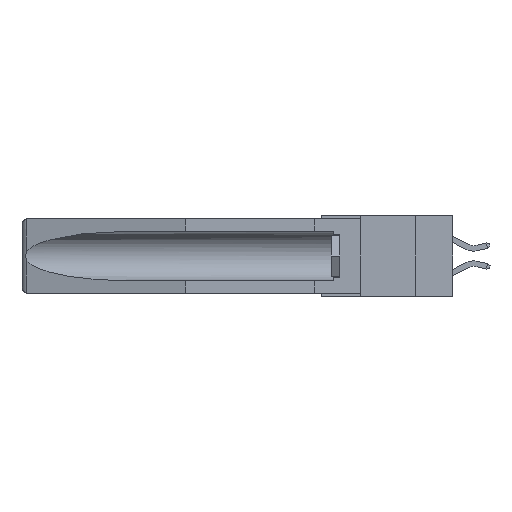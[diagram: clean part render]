
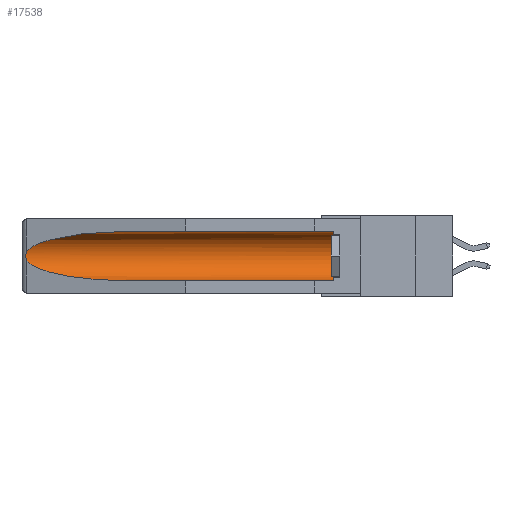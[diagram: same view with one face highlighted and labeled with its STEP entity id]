
A CAD part, left-side view. The second image highlights one B-rep face of the part: STEP entity #17538.
In plain terms, the highlighted cylindrical face has radius 2.857 mm (diameter 5.715 mm), a partial arc.
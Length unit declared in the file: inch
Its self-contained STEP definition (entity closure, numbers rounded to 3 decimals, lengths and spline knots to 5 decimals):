
#595 = VERTEX_POINT ( 'NONE', #1352 ) ;
#717 = EDGE_CURVE ( 'NONE', #5149, #4830, #15205, .T. ) ;
#799 = EDGE_CURVE ( 'NONE', #18133, #4055, #13572, .T. ) ;
#1017 = ORIENTED_EDGE ( 'NONE', *, *, #17790, .T. ) ;
#1352 = CARTESIAN_POINT ( 'NONE',  ( 0.155, 1.07973, -0.284 ) ) ;
#1558 = CARTESIAN_POINT ( 'NONE',  ( 0.26597, 1.5296, -0.19026 ) ) ;
#1869 = CARTESIAN_POINT ( 'NONE',  ( 0.25451, 1.48313, -0.09465 ) ) ;
#2694 = CARTESIAN_POINT ( 'NONE',  ( 0.26537, 1.52718, -0.19328 ) ) ;
#2967 = LINE ( 'NONE', #9610, #18447 ) ;
#3064 = ORIENTED_EDGE ( 'NONE', *, *, #717, .T. ) ;
#3764 =( BOUNDED_CURVE ( )  B_SPLINE_CURVE ( 3, ( #13443, #15066, #5026, #17923 ),
 .UNSPECIFIED., .F., .F. ) 
 B_SPLINE_CURVE_WITH_KNOTS ( ( 4, 4 ),
 ( 0.1948, 1.5708 ),
 .UNSPECIFIED. ) 
 CURVE ( )  GEOMETRIC_REPRESENTATION_ITEM ( )  RATIONAL_B_SPLINE_CURVE ( ( 1., 0.848, 0.848, 1. ) ) 
 REPRESENTATION_ITEM ( '' )  );
#3861 = AXIS2_PLACEMENT_3D ( 'NONE', #17193, #10004, #4565 ) ;
#4055 = VERTEX_POINT ( 'NONE', #4657 ) ;
#4458 = EDGE_CURVE ( 'NONE', #4830, #18133, #2967, .T. ) ;
#4467 = CARTESIAN_POINT ( 'NONE',  ( 0.155, 1.07973, -0.059 ) ) ;
#4506 = CARTESIAN_POINT ( 'NONE',  ( 0.155, -0.30754, -0.284 ) ) ;
#4565 = DIRECTION ( 'NONE',  ( 0., 0., 1. ) ) ;
#4657 = CARTESIAN_POINT ( 'NONE',  ( 0.26537, 1.52718, -0.14972 ) ) ;
#4830 = VERTEX_POINT ( 'NONE', #16409 ) ;
#5026 = CARTESIAN_POINT ( 'NONE',  ( 0.21114, 1.30732, -0.284 ) ) ;
#5149 = VERTEX_POINT ( 'NONE', #9586 ) ;
#5447 = EDGE_CURVE ( 'NONE', #5149, #595, #10570, .T. ) ;
#5735 = CARTESIAN_POINT ( 'NONE',  ( 0.2673, 1.5327, -0.16383 ) ) ;
#6041 = VERTEX_POINT ( 'NONE', #8965 ) ;
#7509 = CARTESIAN_POINT ( 'NONE',  ( 0.26537, 1.52718, -0.14972 ) ) ;
#8176 = FACE_OUTER_BOUND ( 'NONE', #8312, .T. ) ;
#8312 = EDGE_LOOP ( 'NONE', ( #13934, #1017, #10400, #8474, #3064, #14716 ) ) ;
#8341 = DIRECTION ( 'NONE',  ( 0., 0., 1. ) ) ;
#8474 = ORIENTED_EDGE ( 'NONE', *, *, #5447, .F. ) ;
#8725 = CARTESIAN_POINT ( 'NONE',  ( 0.26597, 1.52961, -0.15275 ) ) ;
#8965 = CARTESIAN_POINT ( 'NONE',  ( 0.26537, 1.52718, -0.19328 ) ) ;
#9077 = CARTESIAN_POINT ( 'NONE',  ( 0.155, 1.07973, -0.059 ) ) ;
#9586 = CARTESIAN_POINT ( 'NONE',  ( 0.155, 0.126, -0.284 ) ) ;
#9610 = CARTESIAN_POINT ( 'NONE',  ( 0.155, -0.30754, -0.059 ) ) ;
#9700 = CARTESIAN_POINT ( 'NONE',  ( 0.26537, 1.52718, -0.14972 ) ) ;
#10004 = DIRECTION ( 'NONE',  ( 0., -1., 0. ) ) ;
#10123 = CARTESIAN_POINT ( 'NONE',  ( 0.2675, 1.53308, -0.17534 ) ) ;
#10400 = ORIENTED_EDGE ( 'NONE', *, *, #14595, .T. ) ;
#10570 = LINE ( 'NONE', #4506, #14133 ) ;
#11417 = CARTESIAN_POINT ( 'NONE',  ( 0.26655, 1.53094, -0.18657 ) ) ;
#11964 = CARTESIAN_POINT ( 'NONE',  ( 0.21114, 1.30732, -0.059 ) ) ;
#12818 = CARTESIAN_POINT ( 'NONE',  ( 0.26654, 1.53092, -0.15636 ) ) ;
#12960 = CARTESIAN_POINT ( 'NONE',  ( 0.2675, 1.53308, -0.16763 ) ) ;
#13302 = DIRECTION ( 'NONE',  ( 0., 1., 0. ) ) ;
#13443 = CARTESIAN_POINT ( 'NONE',  ( 0.26537, 1.52718, -0.19328 ) ) ;
#13572 =( BOUNDED_CURVE ( )  B_SPLINE_CURVE ( 3, ( #9077, #11964, #1869, #7509 ),
 .UNSPECIFIED., .F., .F. ) 
 B_SPLINE_CURVE_WITH_KNOTS ( ( 4, 4 ),
 ( 4.71239, 6.08839 ),
 .UNSPECIFIED. ) 
 CURVE ( )  GEOMETRIC_REPRESENTATION_ITEM ( )  RATIONAL_B_SPLINE_CURVE ( ( 1., 0.848, 0.848, 1. ) ) 
 REPRESENTATION_ITEM ( '' )  );
#13784 = CYLINDRICAL_SURFACE ( 'NONE', #17625, 0.1125 ) ;
#13934 = ORIENTED_EDGE ( 'NONE', *, *, #799, .T. ) ;
#14133 = VECTOR ( 'NONE', #13302, 39.37008 ) ;
#14595 = EDGE_CURVE ( 'NONE', #6041, #595, #3764, .T. ) ;
#14716 = ORIENTED_EDGE ( 'NONE', *, *, #4458, .T. ) ;
#15066 = CARTESIAN_POINT ( 'NONE',  ( 0.25451, 1.48313, -0.24835 ) ) ;
#15205 = CIRCLE ( 'NONE', #3861, 0.1125 ) ;
#15613 = CARTESIAN_POINT ( 'NONE',  ( 0.2673, 1.53269, -0.17917 ) ) ;
#16409 = CARTESIAN_POINT ( 'NONE',  ( 0.155, 0.126, -0.059 ) ) ;
#16908 = DIRECTION ( 'NONE',  ( 0., 1., 0. ) ) ;
#16942 = CARTESIAN_POINT ( 'NONE',  ( 0.155, -0.30754, -0.1715 ) ) ;
#17193 = CARTESIAN_POINT ( 'NONE',  ( 0.155, 0.126, -0.1715 ) ) ;
#17538 = ADVANCED_FACE ( 'NONE', ( #8176 ), #13784, .F. ) ;
#17625 = AXIS2_PLACEMENT_3D ( 'NONE', #16942, #18439, #8341 ) ;
#17790 = EDGE_CURVE ( 'NONE', #4055, #6041, #17949, .T. ) ;
#17923 = CARTESIAN_POINT ( 'NONE',  ( 0.155, 1.07973, -0.284 ) ) ;
#17949 = B_SPLINE_CURVE_WITH_KNOTS ( 'NONE', 3,
 ( #9700, #8725, #12818, #5735, #12960, #10123, #15613, #11417, #1558, #2694 ),
 .UNSPECIFIED., .F., .F.,
 ( 4, 2, 2, 2, 4 ),
 ( 0., 0.00029, 0.00058, 0.00087, 0.00117 ),
 .UNSPECIFIED. ) ;
#18133 = VERTEX_POINT ( 'NONE', #4467 ) ;
#18439 = DIRECTION ( 'NONE',  ( 0., 1., 0. ) ) ;
#18447 = VECTOR ( 'NONE', #16908, 39.37008 ) ;
